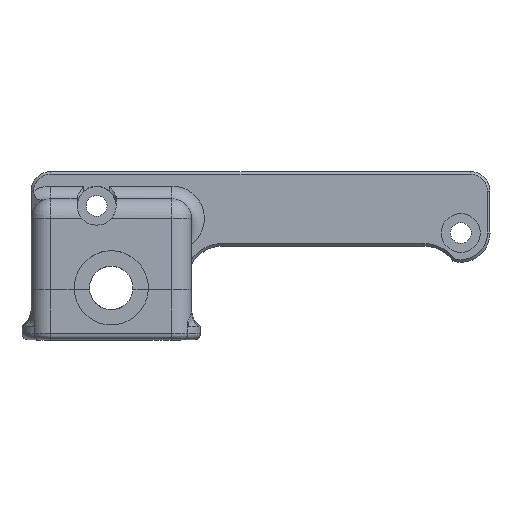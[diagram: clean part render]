
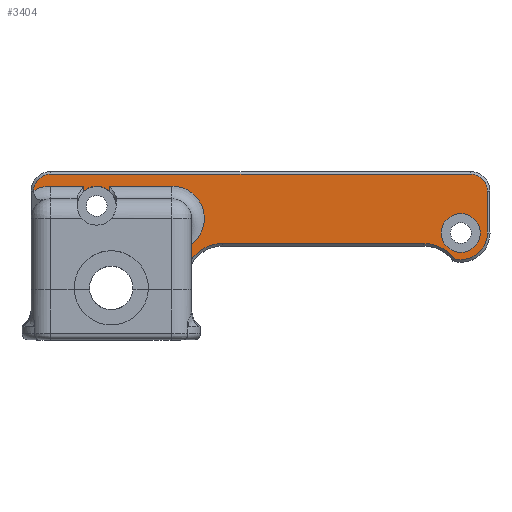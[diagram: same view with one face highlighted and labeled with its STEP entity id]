
A CAD part, top view. The second image highlights one B-rep face of the part: STEP entity #3404.
In plain terms, the highlighted planar face has unit normal (0, 0, 1).
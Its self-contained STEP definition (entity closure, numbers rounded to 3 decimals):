
#88=FACE_BOUND('',#389,.T.);
#187=FACE_OUTER_BOUND('',#388,.T.);
#388=EDGE_LOOP('',(#2396,#2397,#2398,#2399,#2400,#2401,#2402,#2403,#2404,
#2405,#2406,#2407,#2408,#2409,#2410,#2411));
#389=EDGE_LOOP('',(#2412));
#596=CIRCLE('',#3652,3.);
#597=CIRCLE('',#3653,5.);
#598=CIRCLE('',#3654,5.9);
#599=CIRCLE('',#3655,5.9);
#600=CIRCLE('',#3656,4.1);
#601=CIRCLE('',#3657,2.6);
#602=CIRCLE('',#3658,2.6);
#603=CIRCLE('',#3659,5.);
#604=CIRCLE('',#3660,3.);
#784=LINE('',#5200,#1107);
#785=LINE('',#5228,#1108);
#786=LINE('',#5232,#1109);
#787=LINE('',#5236,#1110);
#788=LINE('',#5240,#1111);
#789=LINE('',#5246,#1112);
#790=LINE('',#5250,#1113);
#791=LINE('',#5255,#1114);
#1107=VECTOR('',#4139,10.);
#1108=VECTOR('',#4142,10.);
#1109=VECTOR('',#4147,10.);
#1110=VECTOR('',#4150,10.);
#1111=VECTOR('',#4153,10.);
#1112=VECTOR('',#4158,10.);
#1113=VECTOR('',#4161,10.);
#1114=VECTOR('',#4166,10.);
#1438=VERTEX_POINT('',#5190);
#1439=VERTEX_POINT('',#5199);
#1440=VERTEX_POINT('',#5210);
#1441=VERTEX_POINT('',#5219);
#1442=VERTEX_POINT('',#5231);
#1443=VERTEX_POINT('',#5233);
#1444=VERTEX_POINT('',#5235);
#1445=VERTEX_POINT('',#5237);
#1446=VERTEX_POINT('',#5239);
#1447=VERTEX_POINT('',#5241);
#1448=VERTEX_POINT('',#5243);
#1449=VERTEX_POINT('',#5245);
#1450=VERTEX_POINT('',#5247);
#1451=VERTEX_POINT('',#5249);
#1452=VERTEX_POINT('',#5251);
#1453=VERTEX_POINT('',#5253);
#1454=VERTEX_POINT('',#5256);
#1804=EDGE_CURVE('',#1438,#1439,#784,.T.);
#1808=EDGE_CURVE('',#1441,#1440,#785,.T.);
#1809=EDGE_CURVE('',#1438,#1440,#596,.T.);
#1810=EDGE_CURVE('',#1442,#1441,#786,.T.);
#1811=EDGE_CURVE('',#1443,#1442,#597,.T.);
#1812=EDGE_CURVE('',#1444,#1443,#787,.T.);
#1813=EDGE_CURVE('',#1445,#1444,#598,.T.);
#1814=EDGE_CURVE('',#1446,#1445,#788,.T.);
#1815=EDGE_CURVE('',#1447,#1446,#599,.T.);
#1816=EDGE_CURVE('',#1448,#1447,#600,.T.);
#1817=EDGE_CURVE('',#1449,#1448,#789,.T.);
#1818=EDGE_CURVE('',#1450,#1449,#601,.T.);
#1819=EDGE_CURVE('',#1451,#1450,#790,.T.);
#1820=EDGE_CURVE('',#1452,#1451,#602,.T.);
#1821=EDGE_CURVE('',#1453,#1452,#603,.T.);
#1822=EDGE_CURVE('',#1439,#1453,#791,.T.);
#1823=EDGE_CURVE('',#1454,#1454,#604,.T.);
#2396=ORIENTED_EDGE('',*,*,#1804,.F.);
#2397=ORIENTED_EDGE('',*,*,#1809,.T.);
#2398=ORIENTED_EDGE('',*,*,#1808,.F.);
#2399=ORIENTED_EDGE('',*,*,#1810,.F.);
#2400=ORIENTED_EDGE('',*,*,#1811,.F.);
#2401=ORIENTED_EDGE('',*,*,#1812,.F.);
#2402=ORIENTED_EDGE('',*,*,#1813,.F.);
#2403=ORIENTED_EDGE('',*,*,#1814,.F.);
#2404=ORIENTED_EDGE('',*,*,#1815,.F.);
#2405=ORIENTED_EDGE('',*,*,#1816,.F.);
#2406=ORIENTED_EDGE('',*,*,#1817,.F.);
#2407=ORIENTED_EDGE('',*,*,#1818,.F.);
#2408=ORIENTED_EDGE('',*,*,#1819,.F.);
#2409=ORIENTED_EDGE('',*,*,#1820,.F.);
#2410=ORIENTED_EDGE('',*,*,#1821,.F.);
#2411=ORIENTED_EDGE('',*,*,#1822,.F.);
#2412=ORIENTED_EDGE('',*,*,#1823,.T.);
#3272=PLANE('',#3651);
#3404=ADVANCED_FACE('',(#187,#88),#3272,.T.);
#3651=AXIS2_PLACEMENT_3D('',#5229,#4143,#4144);
#3652=AXIS2_PLACEMENT_3D('',#5230,#4145,#4146);
#3653=AXIS2_PLACEMENT_3D('',#5234,#4148,#4149);
#3654=AXIS2_PLACEMENT_3D('',#5238,#4151,#4152);
#3655=AXIS2_PLACEMENT_3D('',#5242,#4154,#4155);
#3656=AXIS2_PLACEMENT_3D('',#5244,#4156,#4157);
#3657=AXIS2_PLACEMENT_3D('',#5248,#4159,#4160);
#3658=AXIS2_PLACEMENT_3D('',#5252,#4162,#4163);
#3659=AXIS2_PLACEMENT_3D('',#5254,#4164,#4165);
#3660=AXIS2_PLACEMENT_3D('',#5257,#4167,#4168);
#4139=DIRECTION('',(0.,1.,0.));
#4142=DIRECTION('',(0.,-1.,0.));
#4143=DIRECTION('center_axis',(0.,0.,
1.));
#4144=DIRECTION('ref_axis',(-1.,0.,0.));
#4145=DIRECTION('center_axis',(0.,0.,
-1.));
#4146=DIRECTION('ref_axis',(-1.,0.,0.));
#4147=DIRECTION('',(-1.,0.,0.));
#4148=DIRECTION('center_axis',(0.,0.,
1.));
#4149=DIRECTION('ref_axis',(0.,1.,0.));
#4150=DIRECTION('',(0.,1.,0.));
#4151=DIRECTION('center_axis',(0.,0.,
1.));
#4152=DIRECTION('ref_axis',(0.,1.,0.));
#4153=DIRECTION('',(-1.,0.,0.));
#4154=DIRECTION('center_axis',(0.,0.,
1.));
#4155=DIRECTION('ref_axis',(1.,0.,0.));
#4156=DIRECTION('center_axis',(0.,0.,
-1.));
#4157=DIRECTION('ref_axis',(1.,0.,0.));
#4158=DIRECTION('',(0.,-1.,0.));
#4159=DIRECTION('center_axis',(0.,0.,
-1.));
#4160=DIRECTION('ref_axis',(0.707,0.707,0.));
#4161=DIRECTION('',(1.,0.,0.));
#4162=DIRECTION('center_axis',(0.,0.,
-1.));
#4163=DIRECTION('ref_axis',(-0.707,0.707,0.));
#4164=DIRECTION('center_axis',(0.,0.,
1.));
#4165=DIRECTION('ref_axis',(-0.501,0.866,0.));
#4166=DIRECTION('',(-1.,0.,0.));
#4167=DIRECTION('center_axis',(0.,0.,
-1.));
#4168=DIRECTION('ref_axis',(-1.,0.,0.));
#5190=CARTESIAN_POINT('',(279.662,399.956,119.497));
#5199=CARTESIAN_POINT('',(279.662,400.779,119.497));
#5200=CARTESIAN_POINT('',(279.662,397.858,119.497));
#5210=CARTESIAN_POINT('',(283.662,399.956,119.497));
#5219=CARTESIAN_POINT('',(283.662,400.779,119.497));
#5228=CARTESIAN_POINT('',(283.662,395.218,119.497));
#5229=CARTESIAN_POINT('Origin',(320.201,392.715,119.497));
#5230=CARTESIAN_POINT('Origin',(281.662,397.72,119.497));
#5231=CARTESIAN_POINT('',(293.249,400.779,119.497));
#5232=CARTESIAN_POINT('',(308.385,400.779,119.497));
#5233=CARTESIAN_POINT('',(295.568,391.35,119.497));
#5234=CARTESIAN_POINT('Origin',(293.249,395.779,119.497));
#5235=CARTESIAN_POINT('',(295.568,388.223,119.497));
#5236=CARTESIAN_POINT('',(295.568,381.767,119.497));
#5237=CARTESIAN_POINT('',(301.046,391.93,119.497));
#5238=CARTESIAN_POINT('Origin',(301.046,386.03,119.497));
#5239=CARTESIAN_POINT('',(332.046,391.93,119.497));
#5240=CARTESIAN_POINT('',(310.623,391.93,119.497));
#5241=CARTESIAN_POINT('',(336.774,389.559,119.497));
#5242=CARTESIAN_POINT('Origin',(332.046,386.03,119.497));
#5243=CARTESIAN_POINT('',(341.841,393.543,119.496));
#5244=CARTESIAN_POINT('Origin',(337.741,393.543,119.496));
#5245=CARTESIAN_POINT('',(341.841,400.,119.496));
#5246=CARTESIAN_POINT('',(341.841,405.498,119.496));
#5247=CARTESIAN_POINT('',(339.241,402.6,119.496));
#5248=CARTESIAN_POINT('Origin',(339.241,400.,119.496));
#5249=CARTESIAN_POINT('',(274.568,402.6,119.497));
#5250=CARTESIAN_POINT('',(323.562,402.6,119.497));
#5251=CARTESIAN_POINT('',(271.969,400.051,119.498));
#5252=CARTESIAN_POINT('Origin',(274.568,400.,119.497));
#5253=CARTESIAN_POINT('',(274.568,400.779,119.497));
#5254=CARTESIAN_POINT('Origin',(274.568,395.779,119.497));
#5255=CARTESIAN_POINT('',(308.385,400.779,119.497));
#5256=CARTESIAN_POINT('',(340.741,393.543,119.496));
#5257=CARTESIAN_POINT('Origin',(337.741,393.543,119.496));
